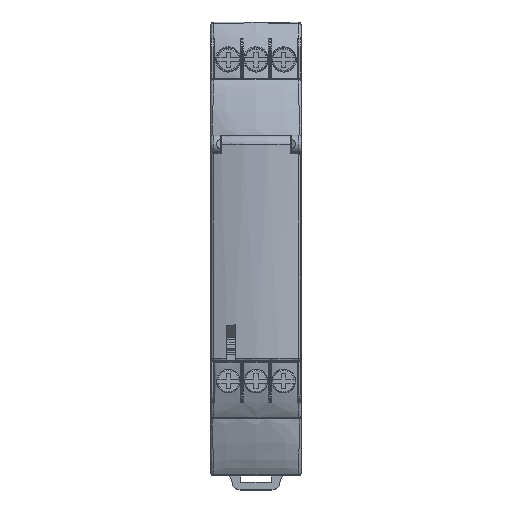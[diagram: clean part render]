
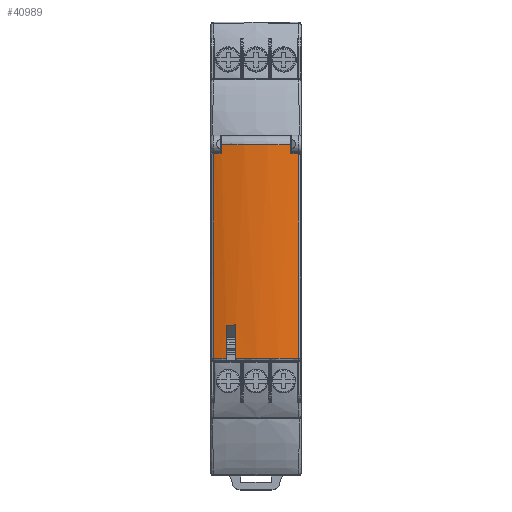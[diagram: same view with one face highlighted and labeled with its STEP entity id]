
A CAD part, top view. The second image highlights one B-rep face of the part: STEP entity #40989.
In plain terms, the highlighted cylindrical face has radius 30 mm (diameter 60 mm), a partial arc.
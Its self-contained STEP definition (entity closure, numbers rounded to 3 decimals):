
#21688=CARTESIAN_POINT('Vertex',(16.984,18.8,7.4)) ;
#21692=CARTESIAN_POINT('Control Point',(16.984,18.8,7.4)) ;
#21693=CARTESIAN_POINT('Control Point',(17.073,18.793,7.375)) ;
#21694=CARTESIAN_POINT('Control Point',(17.161,18.787,7.35)) ;
#21695=CARTESIAN_POINT('Control Point',(17.25,18.78,7.325)) ;
#21696=CARTESIAN_POINT('Control Point',(17.338,18.773,7.299)) ;
#21697=CARTESIAN_POINT('Control Point',(17.427,18.766,7.273)) ;
#21698=CARTESIAN_POINT('Vertex',(17.427,18.766,7.273)) ;
#21813=CARTESIAN_POINT('Vertex',(15.795,18.8,7.705)) ;
#21817=CARTESIAN_POINT('Control Point',(15.795,18.8,7.705)) ;
#21818=CARTESIAN_POINT('Control Point',(16.034,18.8,7.649)) ;
#21819=CARTESIAN_POINT('Control Point',(16.273,18.8,7.59)) ;
#21820=CARTESIAN_POINT('Control Point',(16.51,18.8,7.529)) ;
#21821=CARTESIAN_POINT('Control Point',(16.748,18.8,7.466)) ;
#21822=CARTESIAN_POINT('Control Point',(16.984,18.8,7.4)) ;
#24087=CARTESIAN_POINT('Vertex',(2.075,20.6,7.705)) ;
#24090=CARTESIAN_POINT('Axis2P3D Location',(8.935,20.6,-21.5)) ;
#24094=CARTESIAN_POINT('Vertex',(15.795,20.6,7.705)) ;
#29779=CARTESIAN_POINT('Vertex',(0.443,-21.8,7.273)) ;
#29795=CARTESIAN_POINT('Vertex',(3.085,-21.8,7.924)) ;
#29798=CARTESIAN_POINT('Axis2P3D Location',(8.935,-21.8,-21.5)) ;
#29861=CARTESIAN_POINT('Vertex',(3.085,-15.332,7.924)) ;
#29864=CARTESIAN_POINT('Line Origine',(3.085,-18.566,7.924)) ;
#29885=CARTESIAN_POINT('Vertex',(17.427,-21.8,7.273)) ;
#29888=CARTESIAN_POINT('Axis2P3D Location',(8.935,-21.8,-21.5)) ;
#29892=CARTESIAN_POINT('Vertex',(4.885,-21.8,8.225)) ;
#29933=CARTESIAN_POINT('Vertex',(4.885,-15.159,8.225)) ;
#29937=CARTESIAN_POINT('Control Point',(4.885,-15.159,8.225)) ;
#29938=CARTESIAN_POINT('Control Point',(4.523,-15.187,8.176)) ;
#29939=CARTESIAN_POINT('Control Point',(4.161,-15.219,8.121)) ;
#29940=CARTESIAN_POINT('Control Point',(3.801,-15.254,8.061)) ;
#29941=CARTESIAN_POINT('Control Point',(3.442,-15.291,7.995)) ;
#29942=CARTESIAN_POINT('Control Point',(3.085,-15.332,7.924)) ;
#30019=CARTESIAN_POINT('Vertex',(2.075,18.8,7.705)) ;
#30026=CARTESIAN_POINT('Vertex',(0.886,18.8,7.4)) ;
#30030=CARTESIAN_POINT('Control Point',(0.886,18.8,7.4)) ;
#30031=CARTESIAN_POINT('Control Point',(1.122,18.8,7.466)) ;
#30032=CARTESIAN_POINT('Control Point',(1.36,18.8,7.529)) ;
#30033=CARTESIAN_POINT('Control Point',(1.597,18.8,7.59)) ;
#30034=CARTESIAN_POINT('Control Point',(1.836,18.8,7.649)) ;
#30035=CARTESIAN_POINT('Control Point',(2.075,18.8,7.705)) ;
#36582=CARTESIAN_POINT('Vertex',(0.443,18.766,7.273)) ;
#36595=CARTESIAN_POINT('Line Origine',(0.443,-22.365,7.273)) ;
#36737=CARTESIAN_POINT('Line Origine',(4.885,-18.479,8.225)) ;
#39831=CARTESIAN_POINT('Line Origine',(2.075,19.7,7.705)) ;
#40929=CARTESIAN_POINT('Line Origine',(15.795,19.7,7.705)) ;
#40957=CARTESIAN_POINT('Axis2P3D Location',(8.935,22.4,-21.5)) ;
#40963=CARTESIAN_POINT('Control Point',(0.886,18.8,7.4)) ;
#40964=CARTESIAN_POINT('Control Point',(0.738,18.789,7.359)) ;
#40965=CARTESIAN_POINT('Control Point',(0.591,18.778,7.317)) ;
#40966=CARTESIAN_POINT('Control Point',(0.443,18.766,7.273)) ;
#40968=CARTESIAN_POINT('Line Origine',(17.427,22.4,7.273)) ;
#24091=DIRECTION('Axis2P3D Direction',(0.,1.,0.)) ;
#29799=DIRECTION('Axis2P3D Direction',(0.,1.,0.)) ;
#29865=DIRECTION('Vector Direction',(0.,1.,0.)) ;
#29889=DIRECTION('Axis2P3D Direction',(0.,1.,0.)) ;
#36596=DIRECTION('Vector Direction',(0.,1.,0.)) ;
#36738=DIRECTION('Vector Direction',(0.,1.,0.)) ;
#39832=DIRECTION('Vector Direction',(0.,1.,0.)) ;
#40930=DIRECTION('Vector Direction',(0.,-1.,0.)) ;
#40958=DIRECTION('Axis2P3D Direction',(0.,1.,0.)) ;
#40959=DIRECTION('Axis2P3D XDirection',(-1.,0.,0.)) ;
#40969=DIRECTION('Vector Direction',(0.,1.,0.)) ;
#24092=AXIS2_PLACEMENT_3D('Circle Axis2P3D',#24090,#24091,$) ;
#29800=AXIS2_PLACEMENT_3D('Circle Axis2P3D',#29798,#29799,$) ;
#29890=AXIS2_PLACEMENT_3D('Circle Axis2P3D',#29888,#29889,$) ;
#40960=AXIS2_PLACEMENT_3D('Cylinder Axis2P3D',#40957,#40958,#40959) ;
#40974=ORIENTED_EDGE('',*,*,#39835,.F.) ;
#40975=ORIENTED_EDGE('',*,*,#30036,.T.) ;
#40976=ORIENTED_EDGE('',*,*,#40967,.T.) ;
#40977=ORIENTED_EDGE('',*,*,#36599,.F.) ;
#40978=ORIENTED_EDGE('',*,*,#29802,.T.) ;
#40979=ORIENTED_EDGE('',*,*,#29868,.F.) ;
#40980=ORIENTED_EDGE('',*,*,#29943,.F.) ;
#40981=ORIENTED_EDGE('',*,*,#36741,.F.) ;
#40982=ORIENTED_EDGE('',*,*,#29894,.T.) ;
#40983=ORIENTED_EDGE('',*,*,#40972,.F.) ;
#40984=ORIENTED_EDGE('',*,*,#21700,.F.) ;
#40985=ORIENTED_EDGE('',*,*,#21823,.T.) ;
#40986=ORIENTED_EDGE('',*,*,#40933,.F.) ;
#40987=ORIENTED_EDGE('',*,*,#24096,.T.) ;
#29866=VECTOR('Line Direction',#29865,1.) ;
#36597=VECTOR('Line Direction',#36596,1.) ;
#36739=VECTOR('Line Direction',#36738,1.) ;
#39833=VECTOR('Line Direction',#39832,1.) ;
#40931=VECTOR('Line Direction',#40930,1.) ;
#40970=VECTOR('Line Direction',#40969,1.) ;
#40989=ADVANCED_FACE('RE17LHBM',(#40988),#40961,.T.) ;
#21691=B_SPLINE_CURVE_WITH_KNOTS('',5,(#21692,#21693,#21694,#21695,#21696,#21697),.UNSPECIFIED.,.F.,.U.,(6,6),(0.,0.653),.UNSPECIFIED.) ;
#21816=B_SPLINE_CURVE_WITH_KNOTS('',5,(#21817,#21818,#21819,#21820,#21821,#21822),.UNSPECIFIED.,.F.,.U.,(6,6),(0.,1.736),.UNSPECIFIED.) ;
#29936=B_SPLINE_CURVE_WITH_KNOTS('',5,(#29937,#29938,#29939,#29940,#29941,#29942),.UNSPECIFIED.,.F.,.U.,(6,6),(0.,2.593),.UNSPECIFIED.) ;
#30029=B_SPLINE_CURVE_WITH_KNOTS('',5,(#30030,#30031,#30032,#30033,#30034,#30035),.UNSPECIFIED.,.F.,.U.,(6,6),(0.,1.736),.UNSPECIFIED.) ;
#40962=B_SPLINE_CURVE_WITH_KNOTS('',3,(#40963,#40964,#40965,#40966),.UNSPECIFIED.,.F.,.U.,(4,4),(0.,0.653),.UNSPECIFIED.) ;
#24093=CIRCLE('generated circle',#24092,30.) ;
#29801=CIRCLE('generated circle',#29800,30.) ;
#29891=CIRCLE('generated circle',#29890,30.) ;
#40961=CYLINDRICAL_SURFACE('generated cylinder',#40960,30.) ;
#21700=EDGE_CURVE('',#21689,#21699,#21691,.T.) ;
#21823=EDGE_CURVE('',#21689,#21814,#21816,.F.) ;
#24096=EDGE_CURVE('',#24095,#24088,#24093,.F.) ;
#29802=EDGE_CURVE('',#29780,#29796,#29801,.T.) ;
#29868=EDGE_CURVE('',#29862,#29796,#29867,.F.) ;
#29894=EDGE_CURVE('',#29893,#29886,#29891,.T.) ;
#29943=EDGE_CURVE('',#29934,#29862,#29936,.T.) ;
#30036=EDGE_CURVE('',#30020,#30027,#30029,.F.) ;
#36599=EDGE_CURVE('',#29780,#36583,#36598,.T.) ;
#36741=EDGE_CURVE('',#29893,#29934,#36740,.T.) ;
#39835=EDGE_CURVE('',#30020,#24088,#39834,.T.) ;
#40933=EDGE_CURVE('',#24095,#21814,#40932,.T.) ;
#40967=EDGE_CURVE('',#30027,#36583,#40962,.T.) ;
#40972=EDGE_CURVE('',#21699,#29886,#40971,.F.) ;
#40973=EDGE_LOOP('',(#40974,#40975,#40976,#40977,#40978,#40979,#40980,#40981,#40982,#40983,#40984,#40985,#40986,#40987)) ;
#40988=FACE_OUTER_BOUND('',#40973,.T.) ;
#29867=LINE('Line',#29864,#29866) ;
#36598=LINE('Line',#36595,#36597) ;
#36740=LINE('Line',#36737,#36739) ;
#39834=LINE('Line',#39831,#39833) ;
#40932=LINE('Line',#40929,#40931) ;
#40971=LINE('Line',#40968,#40970) ;
#21689=VERTEX_POINT('',#21688) ;
#21699=VERTEX_POINT('',#21698) ;
#21814=VERTEX_POINT('',#21813) ;
#24088=VERTEX_POINT('',#24087) ;
#24095=VERTEX_POINT('',#24094) ;
#29780=VERTEX_POINT('',#29779) ;
#29796=VERTEX_POINT('',#29795) ;
#29862=VERTEX_POINT('',#29861) ;
#29886=VERTEX_POINT('',#29885) ;
#29893=VERTEX_POINT('',#29892) ;
#29934=VERTEX_POINT('',#29933) ;
#30020=VERTEX_POINT('',#30019) ;
#30027=VERTEX_POINT('',#30026) ;
#36583=VERTEX_POINT('',#36582) ;
